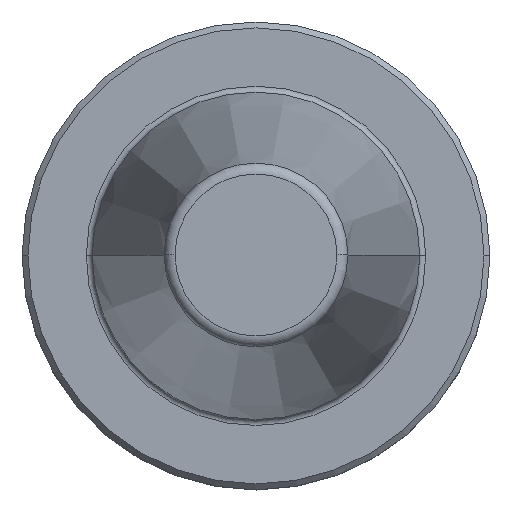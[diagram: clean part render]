
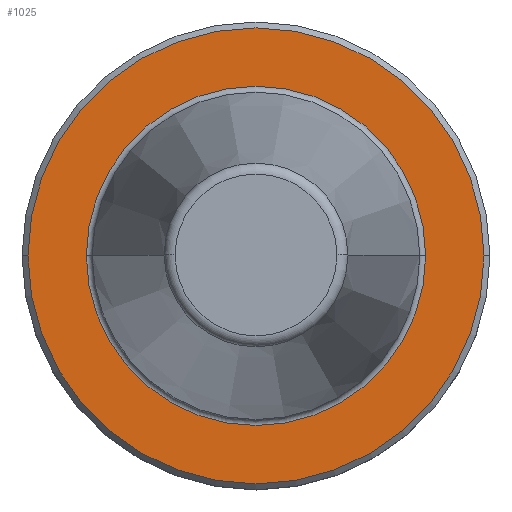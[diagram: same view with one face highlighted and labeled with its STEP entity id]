
A CAD part, top view. The second image highlights one B-rep face of the part: STEP entity #1025.
In plain terms, the highlighted planar face has unit normal (0, 0, 1).
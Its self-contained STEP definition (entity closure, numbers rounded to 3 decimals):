
#330=CARTESIAN_POINT('',(0.,0.,-3.17));
#331=DIRECTION('',(0.,0.,-1.));
#332=DIRECTION('',(1.,0.,0.));
#333=AXIS2_PLACEMENT_3D('',#330,#331,#332);
#346=CARTESIAN_POINT('',(0.,0.,-3.17));
#347=DIRECTION('',(0.,0.,1.));
#348=DIRECTION('',(1.,0.,0.));
#349=AXIS2_PLACEMENT_3D('',#346,#347,#348);
#354=CARTESIAN_POINT('',(0.,0.,-3.17));
#355=DIRECTION('',(0.,0.,-1.));
#356=DIRECTION('',(1.,0.,0.));
#357=AXIS2_PLACEMENT_3D('',#354,#355,#356);
#486=CARTESIAN_POINT('',(0.,0.,-3.17));
#487=DIRECTION('',(0.,0.,1.));
#488=DIRECTION('',(1.,0.,0.));
#489=AXIS2_PLACEMENT_3D('',#486,#487,#488);
#676=CARTESIAN_POINT('',(23.025,0.,-3.17));
#677=VERTEX_POINT('',#676);
#678=CARTESIAN_POINT('',(-23.025,0.,-3.17));
#679=VERTEX_POINT('',#678);
#688=CARTESIAN_POINT('',(30.95,0.,-3.17));
#689=CARTESIAN_POINT('',(-30.95,0.,-3.17));
#690=VERTEX_POINT('',#688);
#691=VERTEX_POINT('',#689);
#1009=CARTESIAN_POINT('',(0.,0.,-3.17));
#1010=DIRECTION('',(0.,0.,-1.));
#1011=DIRECTION('',(-1.,0.,0.));
#1012=AXIS2_PLACEMENT_3D('',#1009,#1010,#1011);
#1013=PLANE('',#1012);
#1014=ORIENTED_EDGE('',*,*,#999,.T.);
#1016=ORIENTED_EDGE('',*,*,#1015,.F.);
#1017=EDGE_LOOP('',(#1014,#1016));
#1018=FACE_OUTER_BOUND('',#1017,.F.);
#1020=ORIENTED_EDGE('',*,*,#1019,.T.);
#1022=ORIENTED_EDGE('',*,*,#1021,.F.);
#1023=EDGE_LOOP('',(#1020,#1022));
#1024=FACE_BOUND('',#1023,.F.);
#334=CIRCLE('',#333,30.95);
#350=CIRCLE('',#349,23.025);
#358=CIRCLE('',#357,23.025);
#490=CIRCLE('',#489,30.95);
#999=EDGE_CURVE('',#690,#691,#334,.T.);
#1015=EDGE_CURVE('',#690,#691,#490,.T.);
#1019=EDGE_CURVE('',#677,#679,#350,.T.);
#1021=EDGE_CURVE('',#677,#679,#358,.T.);
#1025=ADVANCED_FACE('',(#1018,#1024),#1013,.F.);
